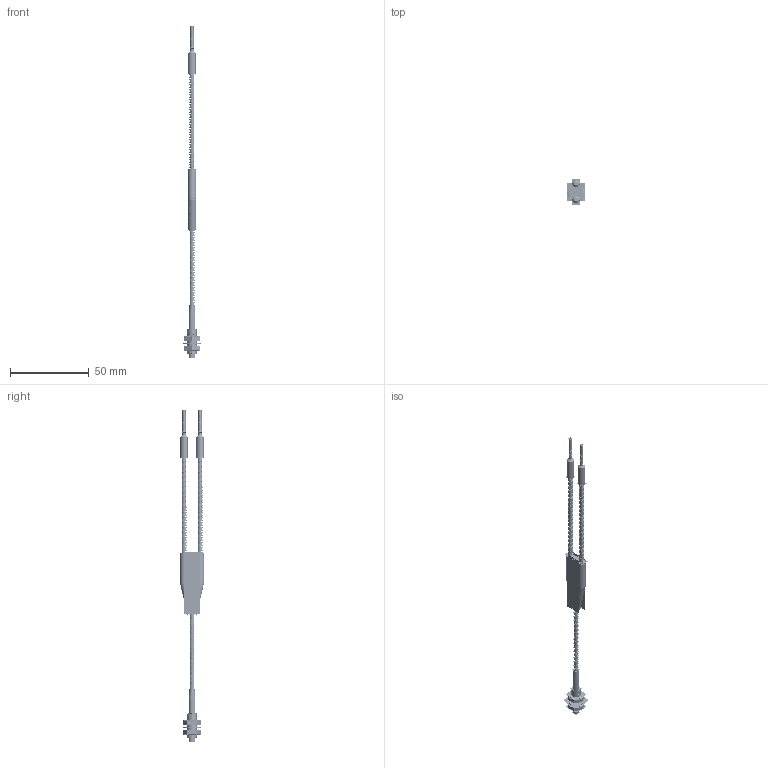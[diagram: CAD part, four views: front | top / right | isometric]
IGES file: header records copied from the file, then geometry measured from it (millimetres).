
Start section:  PTC IGES file: 161868.igs
Global section: file name: 161868.igs; native system: Pro/ENGINEER by Parametric Technology Corporation; preprocessor: 2009141; author: banengservice; organization: Unknown; date: 20120224.091458; units: millimetre
Bounding box: 11.44 x 15.86 x 210.58 mm (x, y, z)
Volume: 2848.7 mm3; surface area: 55885.8 mm2
Topology: 11 solids, 13 shells, 2394 faces, 11622 edges, 14771 vertices
Faces by surface type: revolution 1812, bspline 582
